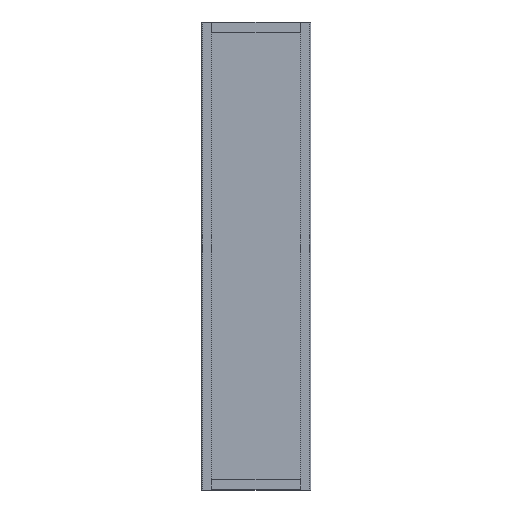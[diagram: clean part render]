
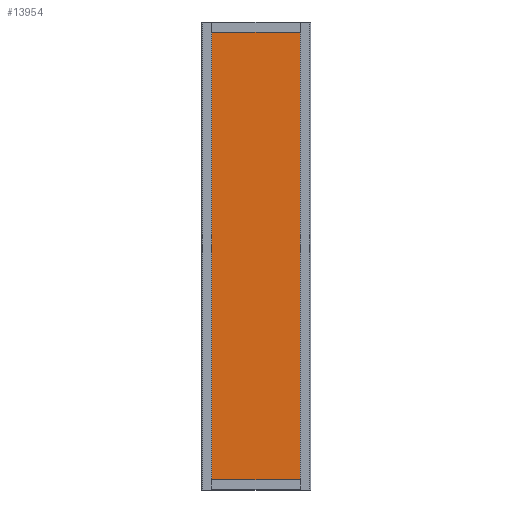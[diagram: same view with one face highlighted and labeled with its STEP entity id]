
A CAD part, left-side view. The second image highlights one B-rep face of the part: STEP entity #13954.
In plain terms, the highlighted planar face has unit normal (-1, 0, 0).
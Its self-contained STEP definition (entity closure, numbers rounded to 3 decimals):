
#574=LINE('',#21237,#2130);
#575=LINE('',#21239,#2131);
#576=LINE('',#21241,#2132);
#577=LINE('',#21242,#2133);
#2130=VECTOR('',#16786,340.);
#2131=VECTOR('',#16787,1720.);
#2132=VECTOR('',#16788,340.);
#2133=VECTOR('',#16789,1720.);
#3471=PLANE('',#14861);
#4247=FACE_OUTER_BOUND('',#5017,.T.);
#5017=EDGE_LOOP('',(#10325,#10326,#10327,#10328));
#6284=VERTEX_POINT('',#21235);
#6285=VERTEX_POINT('',#21236);
#6286=VERTEX_POINT('',#21238);
#6287=VERTEX_POINT('',#21240);
#7766=EDGE_CURVE('',#6284,#6285,#574,.T.);
#7767=EDGE_CURVE('',#6286,#6284,#575,.T.);
#7768=EDGE_CURVE('',#6287,#6286,#576,.T.);
#7769=EDGE_CURVE('',#6285,#6287,#577,.T.);
#10325=ORIENTED_EDGE('',*,*,#7766,.F.);
#10326=ORIENTED_EDGE('',*,*,#7767,.F.);
#10327=ORIENTED_EDGE('',*,*,#7768,.F.);
#10328=ORIENTED_EDGE('',*,*,#7769,.F.);
#13954=ADVANCED_FACE('',(#4247),#3471,.F.);
#14861=AXIS2_PLACEMENT_3D('',#21234,#16784,#16785);
#16784=DIRECTION('center_axis',(1.,0.,0.));
#16785=DIRECTION('ref_axis',(0.,0.,-1.));
#16786=DIRECTION('',(0.,-1.,0.));
#16787=DIRECTION('',(0.,0.,1.));
#16788=DIRECTION('',(0.,1.,0.));
#16789=DIRECTION('',(0.,0.,-1.));
#21234=CARTESIAN_POINT('Origin',(-18.8,190.,0.));
#21235=CARTESIAN_POINT('',(-18.8,360.,860.));
#21236=CARTESIAN_POINT('',(-18.8,20.,860.));
#21237=CARTESIAN_POINT('',(-18.8,275.,860.));
#21238=CARTESIAN_POINT('',(-18.8,360.,-860.));
#21239=CARTESIAN_POINT('',(-18.8,360.,-450.));
#21240=CARTESIAN_POINT('',(-18.8,20.,-860.));
#21241=CARTESIAN_POINT('',(-18.8,105.,-860.));
#21242=CARTESIAN_POINT('',(-18.8,20.,450.));
